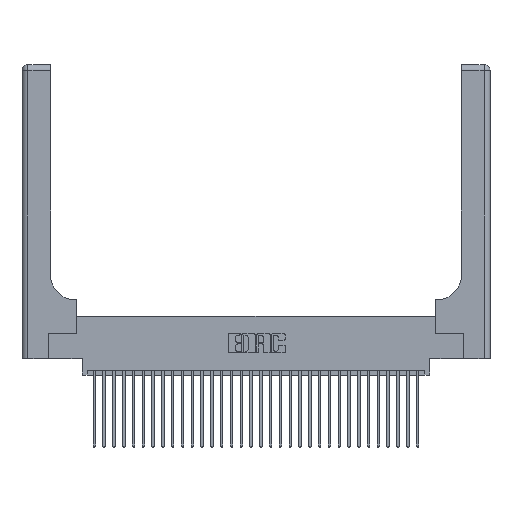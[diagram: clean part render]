
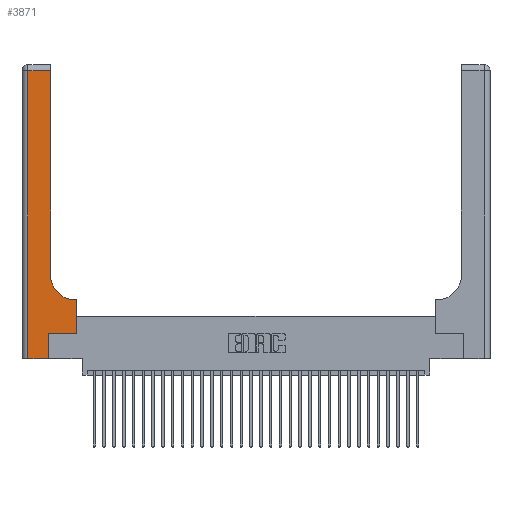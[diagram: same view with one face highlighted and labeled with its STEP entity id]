
A CAD part, top view. The second image highlights one B-rep face of the part: STEP entity #3871.
In plain terms, the highlighted planar face has unit normal (0, 0, 1).
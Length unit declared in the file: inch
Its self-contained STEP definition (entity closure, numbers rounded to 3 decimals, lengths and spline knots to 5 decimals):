
#1095 = CARTESIAN_POINT ( 'NONE',  ( 0., 0., 0.37 ) ) ;
#1460 = CARTESIAN_POINT ( 'NONE',  ( 0.06, 3., 0.37 ) ) ;
#1818 = ORIENTED_EDGE ( 'NONE', *, *, #22154, .T. ) ;
#2100 = VERTEX_POINT ( 'NONE', #16968 ) ;
#2759 = DIRECTION ( 'NONE',  ( 0., 1., 0. ) ) ;
#3695 = DIRECTION ( 'NONE',  ( 1., 0., 0. ) ) ;
#3871 = ADVANCED_FACE ( 'NONE', ( #19939 ), #13486, .F. ) ;
#4069 = DIRECTION ( 'NONE',  ( 0., -1., 0. ) ) ;
#4656 = VECTOR ( 'NONE', #3695, 39.37008 ) ;
#4987 = CARTESIAN_POINT ( 'NONE',  ( 0.5585, 0.25, 0.37 ) ) ;
#5455 = LINE ( 'NONE', #1095, #4656 ) ;
#5824 = LINE ( 'NONE', #6368, #18669 ) ;
#6282 = CARTESIAN_POINT ( 'NONE',  ( 0.2915, 0.85, 0.37 ) ) ;
#6368 = CARTESIAN_POINT ( 'NONE',  ( 0.2915, 0.6, 0.37 ) ) ;
#7246 = VERTEX_POINT ( 'NONE', #17499 ) ;
#7446 = VECTOR ( 'NONE', #12541, 39.37008 ) ;
#8190 = VECTOR ( 'NONE', #20330, 39.37008 ) ;
#9063 = EDGE_CURVE ( 'NONE', #13919, #9946, #31408, .T. ) ;
#9477 = CARTESIAN_POINT ( 'NONE',  ( 0.269, 0.25, 0.37 ) ) ;
#9620 = CARTESIAN_POINT ( 'NONE',  ( 0.5415, 0.85, 0.37 ) ) ;
#9946 = VERTEX_POINT ( 'NONE', #22865 ) ;
#9952 = CARTESIAN_POINT ( 'NONE',  ( 0.2915, 3., 0.37 ) ) ;
#10275 = ORIENTED_EDGE ( 'NONE', *, *, #25687, .T. ) ;
#10507 = CARTESIAN_POINT ( 'NONE',  ( 0.5585, 0.25, 0.37 ) ) ;
#11082 = VECTOR ( 'NONE', #11686, 39.37008 ) ;
#11190 = CARTESIAN_POINT ( 'NONE',  ( 0.269, 0.25, 0.37 ) ) ;
#11594 = AXIS2_PLACEMENT_3D ( 'NONE', #9620, #27476, #12200 ) ;
#11686 = DIRECTION ( 'NONE',  ( -1., 0., 0. ) ) ;
#12060 = DIRECTION ( 'NONE',  ( 1., 0., 0. ) ) ;
#12200 = DIRECTION ( 'NONE',  ( 1., 0., 0. ) ) ;
#12541 = DIRECTION ( 'NONE',  ( 0., 1., 0. ) ) ;
#12688 = EDGE_CURVE ( 'NONE', #30595, #27798, #15663, .T. ) ;
#12859 = LINE ( 'NONE', #1460, #32349 ) ;
#13486 = PLANE ( 'NONE',  #18203 ) ;
#13919 = VERTEX_POINT ( 'NONE', #32595 ) ;
#14547 = EDGE_LOOP ( 'NONE', ( #17812, #29341, #25770, #31793, #1818, #15504, #10275, #30617, #24654 ) ) ;
#15504 = ORIENTED_EDGE ( 'NONE', *, *, #26759, .T. ) ;
#15564 = CARTESIAN_POINT ( 'NONE',  ( 0.269, 0., 0.37 ) ) ;
#15663 = CIRCLE ( 'NONE', #11594, 0.25 ) ;
#16026 = DIRECTION ( 'NONE',  ( -1., 0., 0. ) ) ;
#16133 = LINE ( 'NONE', #9477, #28874 ) ;
#16685 = DIRECTION ( 'NONE',  ( -1., 0., 0. ) ) ;
#16968 = CARTESIAN_POINT ( 'NONE',  ( 0.5585, 0.6, 0.37 ) ) ;
#17499 = CARTESIAN_POINT ( 'NONE',  ( 0.269, 0., 0.37 ) ) ;
#17812 = ORIENTED_EDGE ( 'NONE', *, *, #31561, .T. ) ;
#18203 = AXIS2_PLACEMENT_3D ( 'NONE', #28699, #31252, #16026 ) ;
#18234 = VERTEX_POINT ( 'NONE', #29023 ) ;
#18264 = EDGE_CURVE ( 'NONE', #2100, #30595, #5824, .T. ) ;
#18669 = VECTOR ( 'NONE', #16685, 39.37008 ) ;
#19939 = FACE_OUTER_BOUND ( 'NONE', #14547, .T. ) ;
#20330 = DIRECTION ( 'NONE',  ( 0., 1., 0. ) ) ;
#21013 = LINE ( 'NONE', #4987, #8190 ) ;
#21268 = EDGE_CURVE ( 'NONE', #9946, #18234, #12859, .T. ) ;
#22154 = EDGE_CURVE ( 'NONE', #7246, #25327, #24665, .T. ) ;
#22865 = CARTESIAN_POINT ( 'NONE',  ( 0.06, 2.94, 0.37 ) ) ;
#24637 = EDGE_CURVE ( 'NONE', #18234, #7246, #5455, .T. ) ;
#24654 = ORIENTED_EDGE ( 'NONE', *, *, #12688, .T. ) ;
#24665 = LINE ( 'NONE', #15564, #28383 ) ;
#25327 = VERTEX_POINT ( 'NONE', #11190 ) ;
#25687 = EDGE_CURVE ( 'NONE', #28217, #2100, #21013, .T. ) ;
#25770 = ORIENTED_EDGE ( 'NONE', *, *, #21268, .T. ) ;
#26759 = EDGE_CURVE ( 'NONE', #25327, #28217, #16133, .T. ) ;
#27023 = LINE ( 'NONE', #9952, #7446 ) ;
#27476 = DIRECTION ( 'NONE',  ( 0., 0., -1. ) ) ;
#27798 = VERTEX_POINT ( 'NONE', #6282 ) ;
#28217 = VERTEX_POINT ( 'NONE', #10507 ) ;
#28383 = VECTOR ( 'NONE', #2759, 39.37008 ) ;
#28699 = CARTESIAN_POINT ( 'NONE',  ( 0., 3., 0.37 ) ) ;
#28874 = VECTOR ( 'NONE', #12060, 39.37008 ) ;
#29023 = CARTESIAN_POINT ( 'NONE',  ( 0.06, 0., 0.37 ) ) ;
#29341 = ORIENTED_EDGE ( 'NONE', *, *, #9063, .T. ) ;
#30595 = VERTEX_POINT ( 'NONE', #31737 ) ;
#30617 = ORIENTED_EDGE ( 'NONE', *, *, #18264, .T. ) ;
#31252 = DIRECTION ( 'NONE',  ( 0., 0., -1. ) ) ;
#31408 = LINE ( 'NONE', #32053, #11082 ) ;
#31561 = EDGE_CURVE ( 'NONE', #27798, #13919, #27023, .T. ) ;
#31737 = CARTESIAN_POINT ( 'NONE',  ( 0.5415, 0.6, 0.37 ) ) ;
#31793 = ORIENTED_EDGE ( 'NONE', *, *, #24637, .T. ) ;
#32053 = CARTESIAN_POINT ( 'NONE',  ( 0., 2.94, 0.37 ) ) ;
#32349 = VECTOR ( 'NONE', #4069, 39.37008 ) ;
#32595 = CARTESIAN_POINT ( 'NONE',  ( 0.2915, 2.94, 0.37 ) ) ;
